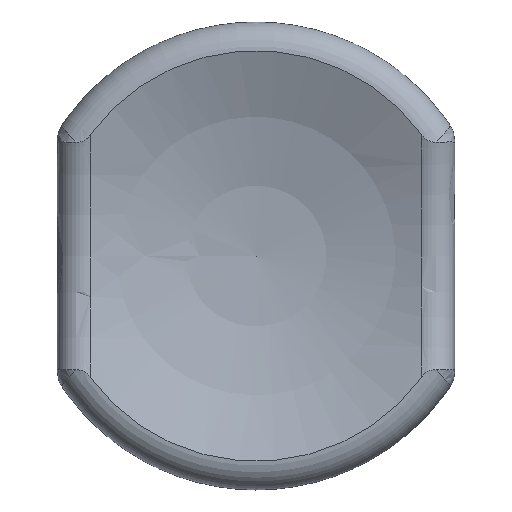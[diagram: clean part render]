
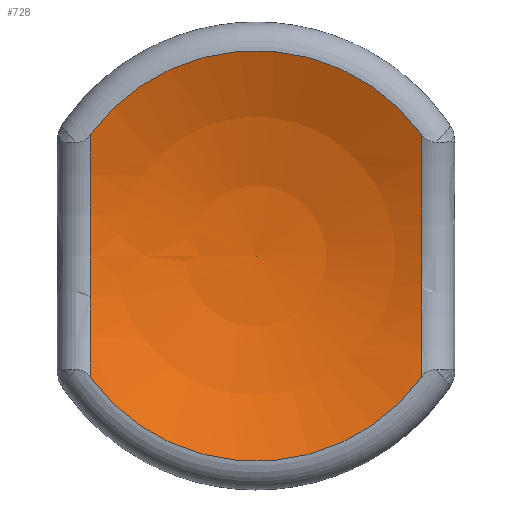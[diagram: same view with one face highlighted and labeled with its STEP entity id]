
A CAD part, top view. The second image highlights one B-rep face of the part: STEP entity #728.
In plain terms, the highlighted spherical face has radius 20 mm.
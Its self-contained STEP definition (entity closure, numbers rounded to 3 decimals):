
#120=SPHERICAL_SURFACE('',#789,20.);
#131=FACE_OUTER_BOUND('',#175,.T.);
#175=EDGE_LOOP('',(#497,#498,#499,#500,#501,#502,#503));
#217=CIRCLE('',#786,18.856);
#218=CIRCLE('',#787,18.856);
#220=CIRCLE('',#790,8.265);
#221=CIRCLE('',#791,18.856);
#222=CIRCLE('',#792,8.265);
#223=CIRCLE('',#793,20.);
#291=VERTEX_POINT('',#1229);
#292=VERTEX_POINT('',#1238);
#293=VERTEX_POINT('',#1240);
#297=VERTEX_POINT('',#1438);
#298=VERTEX_POINT('',#1440);
#299=VERTEX_POINT('',#1443);
#367=EDGE_CURVE('',#291,#292,#217,.T.);
#368=EDGE_CURVE('',#292,#293,#218,.T.);
#376=EDGE_CURVE('',#297,#291,#220,.T.);
#377=EDGE_CURVE('',#298,#297,#221,.T.);
#378=EDGE_CURVE('',#293,#298,#222,.T.);
#379=EDGE_CURVE('',#292,#299,#223,.T.);
#497=ORIENTED_EDGE('',*,*,#367,.F.);
#498=ORIENTED_EDGE('',*,*,#376,.F.);
#499=ORIENTED_EDGE('',*,*,#377,.F.);
#500=ORIENTED_EDGE('',*,*,#378,.F.);
#501=ORIENTED_EDGE('',*,*,#368,.F.);
#502=ORIENTED_EDGE('',*,*,#379,.T.);
#503=ORIENTED_EDGE('',*,*,#379,.F.);
#728=ADVANCED_FACE('',(#131),#120,.F.);
#786=AXIS2_PLACEMENT_3D('',#1239,#878,#879);
#787=AXIS2_PLACEMENT_3D('',#1241,#880,#881);
#789=AXIS2_PLACEMENT_3D('',#1437,#884,#885);
#790=AXIS2_PLACEMENT_3D('',#1439,#886,#887);
#791=AXIS2_PLACEMENT_3D('',#1441,#888,#889);
#792=AXIS2_PLACEMENT_3D('',#1442,#890,#891);
#793=AXIS2_PLACEMENT_3D('',#1444,#892,#893);
#878=DIRECTION('center_axis',(1.,0.,0.));
#879=DIRECTION('ref_axis',(0.,0.,-1.));
#880=DIRECTION('center_axis',(1.,0.,0.));
#881=DIRECTION('ref_axis',(0.,0.,-1.));
#884=DIRECTION('center_axis',(0.,0.,1.));
#885=DIRECTION('ref_axis',(1.,0.,0.));
#886=DIRECTION('center_axis',(0.,0.,-1.));
#887=DIRECTION('ref_axis',(1.,0.,0.));
#888=DIRECTION('center_axis',(-1.,0.,0.));
#889=DIRECTION('ref_axis',(0.,0.,-1.));
#890=DIRECTION('center_axis',(0.,0.,-1.));
#891=DIRECTION('ref_axis',(1.,0.,0.));
#892=DIRECTION('center_axis',(0.,-1.,0.));
#893=DIRECTION('ref_axis',(-1.,0.,0.));
#1229=CARTESIAN_POINT('',(-6.667,-4.885,14.788));
#1238=CARTESIAN_POINT('',(-6.667,0.,14.144));
#1239=CARTESIAN_POINT('Origin',(-6.667,0.,33.));
#1240=CARTESIAN_POINT('',(-6.667,4.885,14.788));
#1241=CARTESIAN_POINT('Origin',(-6.667,0.,33.));
#1437=CARTESIAN_POINT('Origin',(0.,0.,33.));
#1438=CARTESIAN_POINT('',(6.667,-4.885,14.788));
#1439=CARTESIAN_POINT('Origin',(0.,0.,14.788));
#1440=CARTESIAN_POINT('',(6.667,4.885,14.788));
#1441=CARTESIAN_POINT('Origin',(6.667,0.,
33.));
#1442=CARTESIAN_POINT('Origin',(0.,0.,14.788));
#1443=CARTESIAN_POINT('',(0.,0.,13.));
#1444=CARTESIAN_POINT('Origin',(0.,0.,33.));
